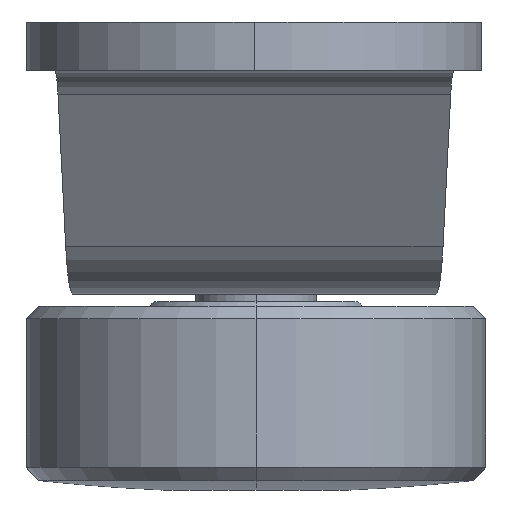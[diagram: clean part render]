
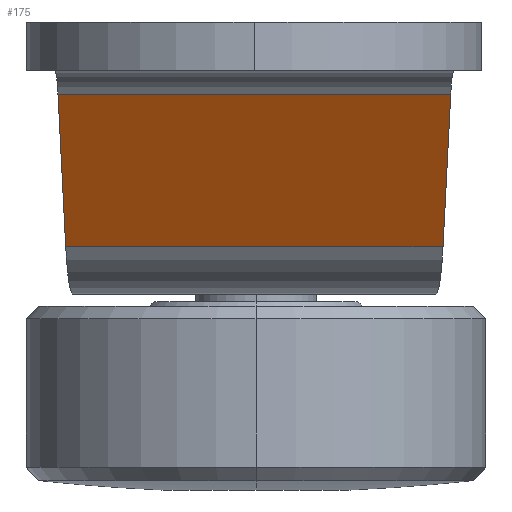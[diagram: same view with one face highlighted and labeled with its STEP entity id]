
A CAD part, front view. The second image highlights one B-rep face of the part: STEP entity #175.
In plain terms, the highlighted planar face has unit normal (0, -0.862, -0.507).
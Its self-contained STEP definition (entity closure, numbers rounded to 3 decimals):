
#175=ADVANCED_FACE('',(#343),#344,.T.);
#343=FACE_OUTER_BOUND('',#535,.T.);
#344=PLANE('',#536);
#535=EDGE_LOOP('',(#775,#776,#777,#778));
#536=AXIS2_PLACEMENT_3D('',#779,#780,#781);
#775=ORIENTED_EDGE('',*,*,#1189,.T.);
#776=ORIENTED_EDGE('',*,*,#1203,.F.);
#777=ORIENTED_EDGE('',*,*,#1204,.T.);
#778=ORIENTED_EDGE('',*,*,#1200,.T.);
#779=CARTESIAN_POINT('',(0.0,27.075,13.208));
#780=DIRECTION('',(-0.0,-0.862,-0.507));
#781=DIRECTION('',(-1.0,0.0,0.0));
#1189=EDGE_CURVE('',#1393,#1391,#1394,.T.);
#1200=EDGE_CURVE('',#1409,#1393,#1410,.T.);
#1203=EDGE_CURVE('',#1413,#1391,#1414,.T.);
#1204=EDGE_CURVE('',#1413,#1409,#1415,.T.);
#1391=VERTEX_POINT('',#1664);
#1393=VERTEX_POINT('',#1666);
#1394=LINE('',#1667,#1668);
#1409=VERTEX_POINT('',#1687);
#1410=LINE('',#1688,#1689);
#1413=VERTEX_POINT('',#1692);
#1414=LINE('',#1693,#1694);
#1415=LINE('',#1695,#1696);
#1664=CARTESIAN_POINT('',(17.547,25.223,16.354));
#1666=CARTESIAN_POINT('',(17.229,28.926,10.061));
#1667=CARTESIAN_POINT('',(17.48,26.008,15.021));
#1668=VECTOR('',#1974,1.0);
#1687=CARTESIAN_POINT('',(1.636,28.926,10.061));
#1688=CARTESIAN_POINT('',(0.0,28.926,10.061));
#1689=VECTOR('',#1988,1.0);
#1692=CARTESIAN_POINT('',(1.318,25.223,16.354));
#1693=CARTESIAN_POINT('',(0.0,25.223,16.354));
#1694=VECTOR('',#1992,1.0);
#1695=CARTESIAN_POINT('',(1.592,28.418,10.926));
#1696=VECTOR('',#1993,1.0);
#1974=DIRECTION('',(0.044,-0.507,0.861));
#1988=DIRECTION('',(1.0,0.0,0.0));
#1992=DIRECTION('',(1.0,0.0,0.0));
#1993=DIRECTION('',(0.044,0.507,-0.861));
